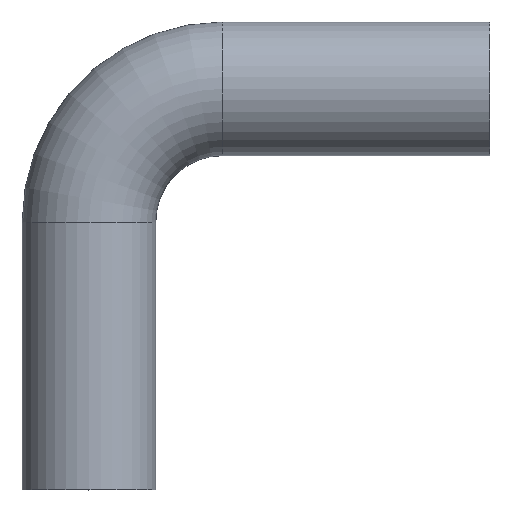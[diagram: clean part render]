
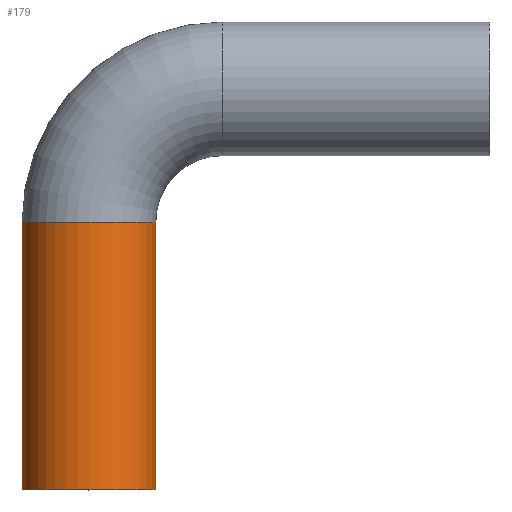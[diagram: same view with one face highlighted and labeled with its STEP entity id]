
A CAD part, top view. The second image highlights one B-rep face of the part: STEP entity #179.
In plain terms, the highlighted cylindrical face has radius 10 mm (diameter 20 mm), a partial arc.
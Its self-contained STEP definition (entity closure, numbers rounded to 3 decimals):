
#87 = EDGE_CURVE( '', #147, #91, #222, .T. );
#91 = VERTEX_POINT( '', #226 );
#99 = EDGE_CURVE( '', #173, #129, #234, .T. );
#107 = EDGE_CURVE( '', #173, #91, #243, .T. );
#129 = VERTEX_POINT( '', #267 );
#147 = VERTEX_POINT( '', #287 );
#173 = VERTEX_POINT( '', #318 );
#175 = EDGE_CURVE( '', #147, #129, #320, .T. );
#179 = ADVANCED_FACE( '', ( #324 ), #325, .T. );
#222 = LINE( '', #363, #364 );
#226 = CARTESIAN_POINT( '', ( 10., 40., 0. ) );
#234 = LINE( '', #381, #382 );
#243 = CIRCLE( '', #392, 10. );
#267 = CARTESIAN_POINT( '', ( -10., 0., 0. ) );
#287 = CARTESIAN_POINT( '', ( 10., 0., 0. ) );
#318 = CARTESIAN_POINT( '', ( -10., 40., 0. ) );
#320 = CIRCLE( '', #488, 10. );
#324 = FACE_OUTER_BOUND( '', #494, .T. );
#325 = CYLINDRICAL_SURFACE( '', #495, 10. );
#363 = CARTESIAN_POINT( '', ( 10., 20., 0. ) );
#364 = VECTOR( '', #534, 1. );
#381 = CARTESIAN_POINT( '', ( -10., 20., 0. ) );
#382 = VECTOR( '', #542, 1. );
#392 = AXIS2_PLACEMENT_3D( '', #551, #552, #553 );
#488 = AXIS2_PLACEMENT_3D( '', #662, #663, #664 );
#494 = EDGE_LOOP( '', ( #667, #668, #669, #670 ) );
#495 = AXIS2_PLACEMENT_3D( '', #671, #672, #673 );
#534 = DIRECTION( '', ( 0., 1., 0. ) );
#542 = DIRECTION( '', ( 0., -1., 0. ) );
#551 = CARTESIAN_POINT( '', ( 0., 40., 0. ) );
#552 = DIRECTION( '', ( 0., 1., 0. ) );
#553 = DIRECTION( '', ( 1., 0., 0. ) );
#662 = CARTESIAN_POINT( '', ( 0., 0., 0. ) );
#663 = DIRECTION( '', ( 0., -1., 0. ) );
#664 = DIRECTION( '', ( -1., 0., 0. ) );
#667 = ORIENTED_EDGE( '', *, *, #99, .T. );
#668 = ORIENTED_EDGE( '', *, *, #175, .F. );
#669 = ORIENTED_EDGE( '', *, *, #87, .T. );
#670 = ORIENTED_EDGE( '', *, *, #107, .F. );
#671 = CARTESIAN_POINT( '', ( 0., 20., 0. ) );
#672 = DIRECTION( '', ( 0., 1., 0. ) );
#673 = DIRECTION( '', ( -1., 0., 0. ) );
